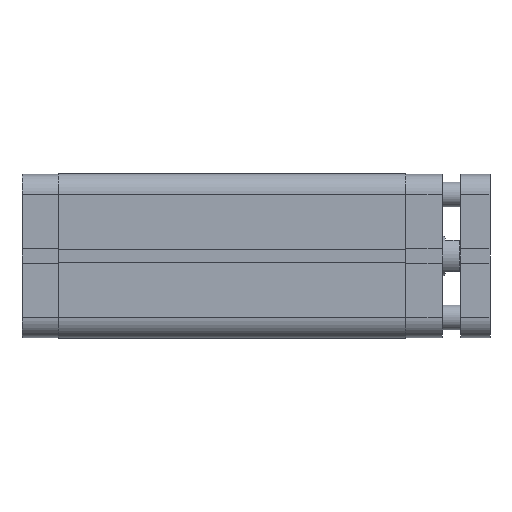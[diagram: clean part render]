
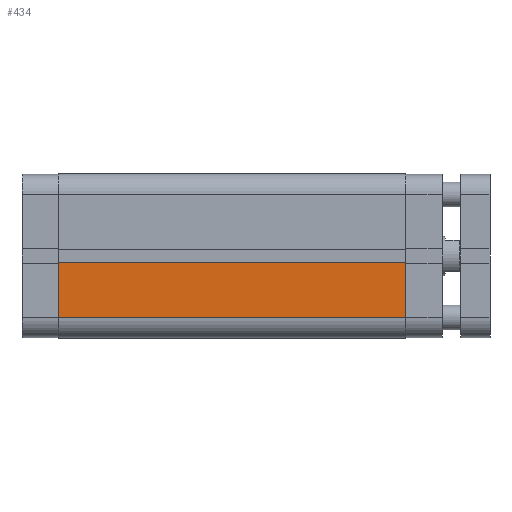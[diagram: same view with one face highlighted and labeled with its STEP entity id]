
A CAD part, front view. The second image highlights one B-rep face of the part: STEP entity #434.
In plain terms, the highlighted planar face has unit normal (0, -1, 0).
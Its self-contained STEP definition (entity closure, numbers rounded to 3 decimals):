
#434 = ADVANCED_FACE ( 'NONE', ( #4460 ), #2121, .F. ) ;
#1243 = EDGE_CURVE ( 'NONE', #1836, #1726, #8375, .T. ) ;
#1244 = EDGE_CURVE ( 'NONE', #1794, #1726, #8384, .T. ) ;
#1247 = EDGE_CURVE ( 'NONE', #1816, #1836, #8391, .T. ) ;
#1248 = EDGE_CURVE ( 'NONE', #1816, #1794, #8393, .T. ) ;
#1359 = AXIS2_PLACEMENT_3D ( 'NONE', #2120, #2123, #2124 ) ;
#1726 = VERTEX_POINT ( 'NONE', #7962 ) ;
#1794 = VERTEX_POINT ( 'NONE', #8030 ) ;
#1816 = VERTEX_POINT ( 'NONE', #8052 ) ;
#1836 = VERTEX_POINT ( 'NONE', #8072 ) ;
#2120 = CARTESIAN_POINT ( 'NONE',  ( 0., -33.5, 141.5 ) ) ;
#2121 = PLANE ( 'NONE',  #1359 ) ;
#2123 = DIRECTION ( 'NONE',  ( 0., 1., 0. ) ) ;
#2124 = DIRECTION ( 'NONE',  ( 0., 0., 1. ) ) ;
#3589 = ORIENTED_EDGE ( 'NONE', *, *, #1247, .T. ) ;
#4003 = ORIENTED_EDGE ( 'NONE', *, *, #1248, .F. ) ;
#4037 = ORIENTED_EDGE ( 'NONE', *, *, #1244, .F. ) ;
#4043 = ORIENTED_EDGE ( 'NONE', *, *, #1243, .T. ) ;
#4158 = EDGE_LOOP ( 'NONE', ( #4043, #4037, #4003, #3589 ) ) ;
#4460 = FACE_OUTER_BOUND ( 'NONE', #4158, .T. ) ;
#7652 = CARTESIAN_POINT ( 'NONE',  ( -2.6, -33.5, 141.5 ) ) ;
#7659 = CARTESIAN_POINT ( 'NONE',  ( -25., -33.5, 141.5 ) ) ;
#7660 = CARTESIAN_POINT ( 'NONE',  ( 0., -33.5, 0. ) ) ;
#7661 = DIRECTION ( 'NONE',  ( 1., 0., 0. ) ) ;
#7663 = DIRECTION ( 'NONE',  ( 0., 0., -1. ) ) ;
#7669 = DIRECTION ( 'NONE',  ( 0., 0., -1. ) ) ;
#7670 = CARTESIAN_POINT ( 'NONE',  ( 0., -33.5, 141.5 ) ) ;
#7671 = DIRECTION ( 'NONE',  ( 1., 0., 0. ) ) ;
#7962 = CARTESIAN_POINT ( 'NONE',  ( -2.6, -33.5, 0. ) ) ;
#8030 = CARTESIAN_POINT ( 'NONE',  ( -2.6, -33.5, 141.5 ) ) ;
#8052 = CARTESIAN_POINT ( 'NONE',  ( -25., -33.5, 141.5 ) ) ;
#8072 = CARTESIAN_POINT ( 'NONE',  ( -25., -33.5, 0. ) ) ;
#8375 = LINE ( 'NONE', #7660, #8381 ) ;
#8381 = VECTOR ( 'NONE', #7661, 1000. ) ;
#8383 = VECTOR ( 'NONE', #7669, 1000. ) ;
#8384 = LINE ( 'NONE', #7652, #8386 ) ;
#8386 = VECTOR ( 'NONE', #7663, 1000. ) ;
#8391 = LINE ( 'NONE', #7659, #8383 ) ;
#8393 = LINE ( 'NONE', #7670, #8394 ) ;
#8394 = VECTOR ( 'NONE', #7671, 1000. ) ;
